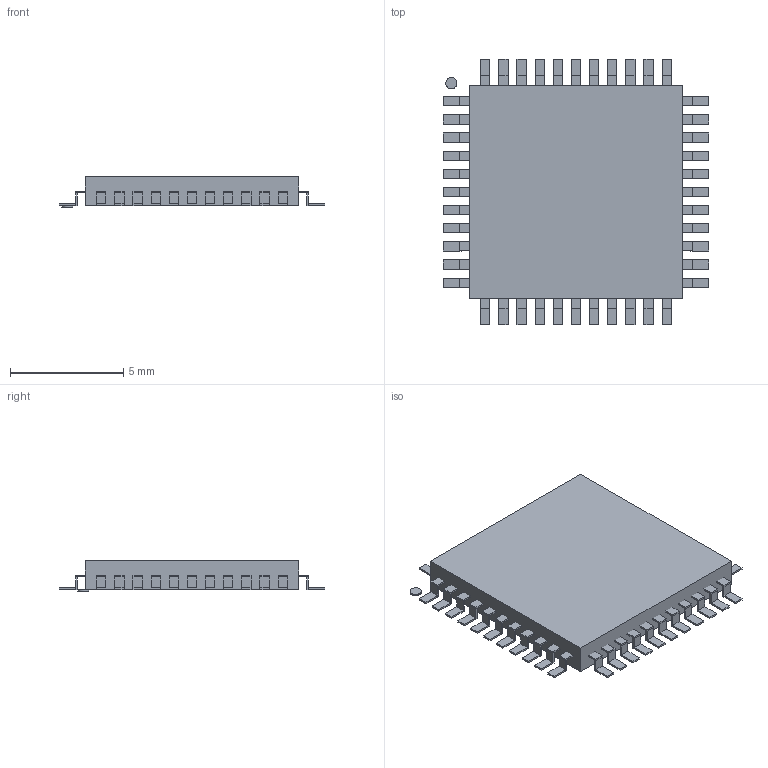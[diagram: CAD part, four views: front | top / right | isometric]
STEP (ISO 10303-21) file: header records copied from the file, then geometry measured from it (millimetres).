
FILE_DESCRIPTION(('Open CASCADE Model'),'2;1');
FILE_NAME('Open CASCADE Shape Model','2011-02-03T23:24:22',('Author'),( 'Open CASCADE'),'Open CASCADE STEP processor 6.2','Open CASCADE 6.2' ,'Unknown');
FILE_SCHEMA(('AUTOMOTIVE_DESIGN { 1 0 10303 214 1 1 1 1 }'));
Length unit declared in the file: millimetre
Products named in the file (2): PCB; Open CASCADE STEP translator 6.2 28.1
Assembly tree (1 placements, depth 2):
  PCB
    Open CASCADE STEP translator 6.2 28.1
Bounding box: 11.72 x 11.72 x 1.35 mm (x, y, z)
Volume: 114.9 mm3; surface area: 317.8 mm2
Topology: 134 solids, 134 shells, 801 faces, 1599 edges, 1066 vertices
Faces by surface type: plane 800, cylinder 1
Full cylindrical faces by diameter (mm): 0.498 x1
Entity records: 40575 total; most frequent: CARTESIAN_POINT 6678, DIRECTION 6403, LINE 4793, VECTOR 4793, ORIENTED_EDGE 3198, PCURVE 3198, DEFINITIONAL_REPRESENTATION 3198, EDGE_CURVE 1599
